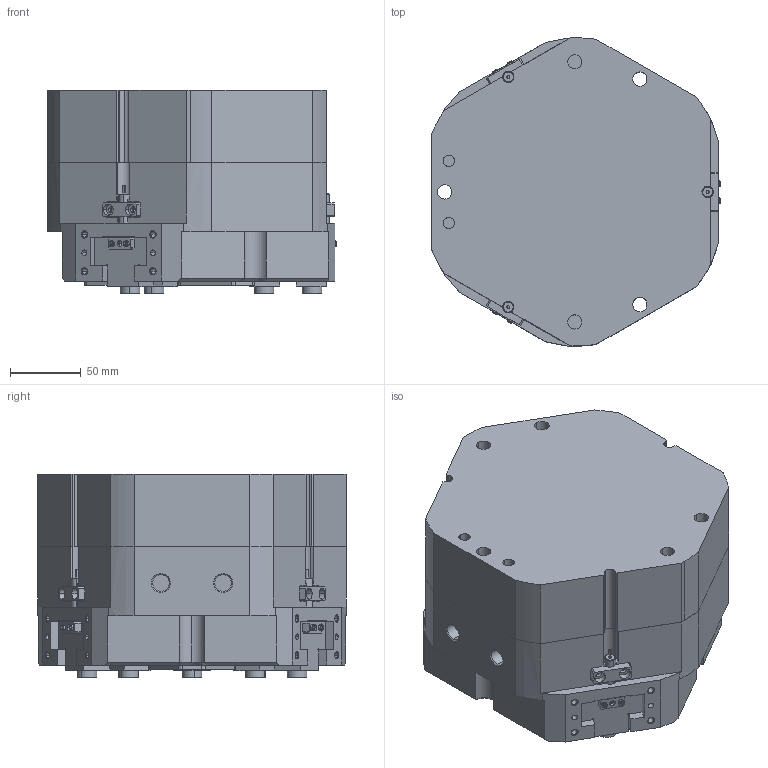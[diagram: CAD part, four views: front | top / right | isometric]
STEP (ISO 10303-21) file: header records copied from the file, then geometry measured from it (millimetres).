
FILE_DESCRIPTION (( 'STEP AP203' ), '1' );
FILE_NAME ('TZ160-218-NC.STEP', '2025-01-07T06:58:53', ( 'USER-' ), ( 'Microsoft' ), 'SwSTEP 2.0', 'SolidWorks 2018', '' );
FILE_SCHEMA (( 'CONFIG_CONTROL_DESIGN' ));
Length unit declared in the file: millimetre
Products named in the file (11): TR300-15-1晚假蚾輸; TZ160BS-1-03 菁窒晊扥裔; TZ160-218-NC; 潔擒18-M4羲壽揤极-2; TZ160-218BS-M-01 褲极; M8-30諉輪羲壽; TZ160-218-M-02 賑輸; 14x10-10隅弇杶; TZ160-218-M-06 笢猾啣; 埴翐芛蹟佪_GB_FASTENER_SCREWS_HSHCS M2X8-N; 35x18-R3
Assembly tree (28 placements, depth 2):
  TZ160-218-NC
    TZ160-218BS-M-01 褲极
    TZ160-218-M-02 賑輸  x3
    TZ160-218-M-06 笢猾啣
    14x10-10隅弇杶  x6
    TR300-15-1晚假蚾輸  x3
    潔擒18-M4羲壽揤极-2  x3
    M8-30諉輪羲壽  x3
    TZ160BS-1-03 菁窒晊扥裔
    埴翐芛蹟佪_GB_FASTENER_SCREWS_HSHCS M2X8-N  x6
    35x18-R3
Bounding box: 203.79 x 217.99 x 144 mm (x, y, z)
Volume: 4353867.1 mm3; surface area: 365758.5 mm2
Topology: 28 solids, 60 shells, 1682 faces, 4246 edges, 2647 vertices
Faces by surface type: plane 739, cylinder 439, cone 337, bspline 155, torus 12
Entity records: 43796 total; most frequent: CARTESIAN_POINT 12775, ORIENTED_EDGE 6180, DIRECTION 5823, EDGE_CURVE 3090, VERTEX_POINT 2010, AXIS2_PLACEMENT_3D 1942, LINE 1939, VECTOR 1939
